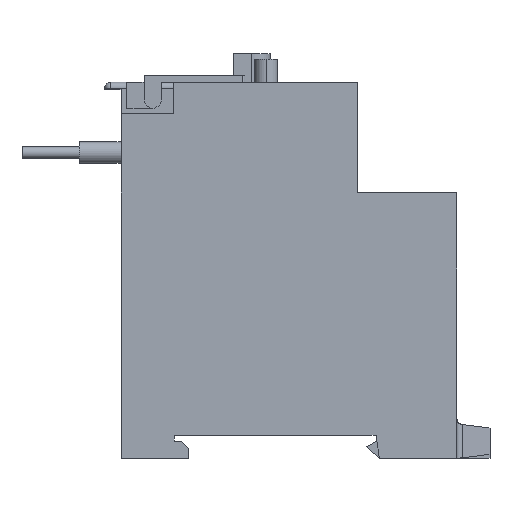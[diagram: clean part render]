
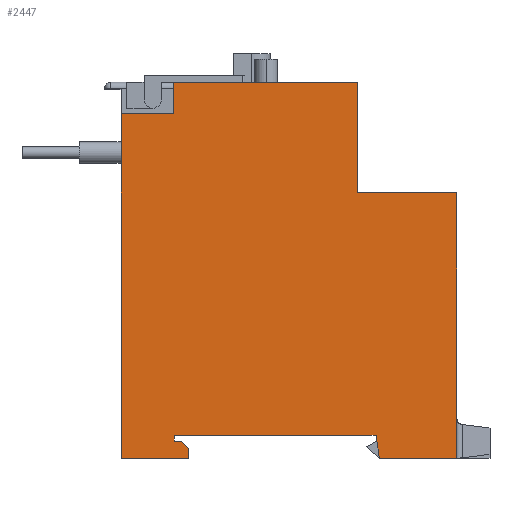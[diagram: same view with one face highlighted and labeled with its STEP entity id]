
A CAD part, left-side view. The second image highlights one B-rep face of the part: STEP entity #2447.
In plain terms, the highlighted planar face has unit normal (-1, 0, 0).
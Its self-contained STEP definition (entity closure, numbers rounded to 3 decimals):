
#17 = VERTEX_POINT ( 'NONE', #3608 ) ;
#2042 = EDGE_CURVE ( 'NONE', #2066, #2077, #6985, .T. ) ;
#2066 = VERTEX_POINT ( 'NONE', #7006 ) ;
#2077 = VERTEX_POINT ( 'NONE', #6990 ) ;
#2081 = VERTEX_POINT ( 'NONE', #7047 ) ;
#2101 = VERTEX_POINT ( 'NONE', #7082 ) ;
#2103 = EDGE_CURVE ( 'NONE', #2101, #17, #7081, .T. ) ;
#2143 = EDGE_CURVE ( 'NONE', #2081, #2101, #7133, .T. ) ;
#2185 = VERTEX_POINT ( 'NONE', #7184 ) ;
#2187 = EDGE_CURVE ( 'NONE', #2185, #2081, #7183, .T. ) ;
#2214 = EDGE_CURVE ( 'NONE', #2215, #2221, #7264, .T. ) ;
#2215 = VERTEX_POINT ( 'NONE', #7260 ) ;
#2218 = VERTEX_POINT ( 'NONE', #7255 ) ;
#2220 = EDGE_CURVE ( 'NONE', #2221, #2218, #7254, .T. ) ;
#2221 = VERTEX_POINT ( 'NONE', #7250 ) ;
#2305 = EDGE_CURVE ( 'NONE', #17, #2218, #7381, .T. ) ;
#2344 = EDGE_CURVE ( 'NONE', #2215, #2345, #7475, .T. ) ;
#2345 = VERTEX_POINT ( 'NONE', #7471 ) ;
#2435 = ORIENTED_EDGE ( 'NONE', *, *, #2436, .T. ) ;
#2436 = EDGE_CURVE ( 'NONE', #2461, #2437, #7631, .T. ) ;
#2437 = VERTEX_POINT ( 'NONE', #7627 ) ;
#2438 = ORIENTED_EDGE ( 'NONE', *, *, #2439, .T. ) ;
#2439 = EDGE_CURVE ( 'NONE', #2437, #2440, #7626, .T. ) ;
#2440 = VERTEX_POINT ( 'NONE', #7622 ) ;
#2441 = ORIENTED_EDGE ( 'NONE', *, *, #2442, .T. ) ;
#2442 = EDGE_CURVE ( 'NONE', #2440, #2345, #7621, .T. ) ;
#2443 = ORIENTED_EDGE ( 'NONE', *, *, #2344, .F. ) ;
#2444 = ORIENTED_EDGE ( 'NONE', *, *, #2214, .T. ) ;
#2445 = ORIENTED_EDGE ( 'NONE', *, *, #2220, .T. ) ;
#2446 = ORIENTED_EDGE ( 'NONE', *, *, #2305, .F. ) ;
#2447 = ADVANCED_FACE ( 'NONE', ( #7617 ), #7614, .F. ) ;
#2448 = EDGE_LOOP ( 'NONE', ( #2449, #2450, #2453, #2455, #2456, #2459, #2435, #2438, #2441, #2443, #2444, #2445, #2446, #2509, #2510 ) ) ;
#2449 = ORIENTED_EDGE ( 'NONE', *, *, #2187, .F. ) ;
#2450 = ORIENTED_EDGE ( 'NONE', *, *, #2451, .F. ) ;
#2451 = EDGE_CURVE ( 'NONE', #2452, #2185, #7674, .T. ) ;
#2452 = VERTEX_POINT ( 'NONE', #7670 ) ;
#2453 = ORIENTED_EDGE ( 'NONE', *, *, #2454, .F. ) ;
#2454 = EDGE_CURVE ( 'NONE', #2077, #2452, #7669, .T. ) ;
#2455 = ORIENTED_EDGE ( 'NONE', *, *, #2042, .F. ) ;
#2456 = ORIENTED_EDGE ( 'NONE', *, *, #2457, .T. ) ;
#2457 = EDGE_CURVE ( 'NONE', #2066, #2458, #7665, .T. ) ;
#2458 = VERTEX_POINT ( 'NONE', #7661 ) ;
#2459 = ORIENTED_EDGE ( 'NONE', *, *, #2460, .T. ) ;
#2460 = EDGE_CURVE ( 'NONE', #2458, #2461, #7660, .T. ) ;
#2461 = VERTEX_POINT ( 'NONE', #7656 ) ;
#2509 = ORIENTED_EDGE ( 'NONE', *, *, #2103, .F. ) ;
#2510 = ORIENTED_EDGE ( 'NONE', *, *, #2143, .F. ) ;
#3608 = CARTESIAN_POINT ( 'NONE',  ( 0., 0., -19.25 ) ) ;
#6982 = DIRECTION ( 'NONE',  ( 0., 0., 1. ) ) ;
#6983 = VECTOR ( 'NONE', #6982, 1000. ) ;
#6984 = CARTESIAN_POINT ( 'NONE',  ( 0., 58.5, -61.5 ) ) ;
#6985 = LINE ( 'NONE', #6984, #6983 ) ;
#6990 = CARTESIAN_POINT ( 'NONE',  ( 0., 58.5, -5.5 ) ) ;
#7006 = CARTESIAN_POINT ( 'NONE',  ( 0., 58.5, -65.5 ) ) ;
#7047 = CARTESIAN_POINT ( 'NONE',  ( 0., 17.25, 0. ) ) ;
#7078 = DIRECTION ( 'NONE',  ( 0., -1., 0. ) ) ;
#7079 = VECTOR ( 'NONE', #7078, 1000. ) ;
#7080 = CARTESIAN_POINT ( 'NONE',  ( 0., 17.25, -19.25 ) ) ;
#7081 = LINE ( 'NONE', #7080, #7079 ) ;
#7082 = CARTESIAN_POINT ( 'NONE',  ( 0., 17.25, -19.25 ) ) ;
#7130 = DIRECTION ( 'NONE',  ( 0., 0., -1. ) ) ;
#7131 = VECTOR ( 'NONE', #7130, 1000. ) ;
#7132 = CARTESIAN_POINT ( 'NONE',  ( 0., 17.25, 0. ) ) ;
#7133 = LINE ( 'NONE', #7132, #7131 ) ;
#7180 = DIRECTION ( 'NONE',  ( 0., -1., 0. ) ) ;
#7181 = VECTOR ( 'NONE', #7180, 1000. ) ;
#7182 = CARTESIAN_POINT ( 'NONE',  ( 0., 58.5, 0. ) ) ;
#7183 = LINE ( 'NONE', #7182, #7181 ) ;
#7184 = CARTESIAN_POINT ( 'NONE',  ( 0., 49.35, 0. ) ) ;
#7250 = CARTESIAN_POINT ( 'NONE',  ( 0., 13.5, -65.5 ) ) ;
#7251 = DIRECTION ( 'NONE',  ( 0., -1., 0. ) ) ;
#7252 = VECTOR ( 'NONE', #7251, 1000. ) ;
#7253 = CARTESIAN_POINT ( 'NONE',  ( 0., 0., -65.5 ) ) ;
#7254 = LINE ( 'NONE', #7253, #7252 ) ;
#7255 = CARTESIAN_POINT ( 'NONE',  ( 0., 0., -65.5 ) ) ;
#7260 = CARTESIAN_POINT ( 'NONE',  ( 0., 14.1, -61.5 ) ) ;
#7261 = DIRECTION ( 'NONE',  ( 0., -0.148, -0.989 ) ) ;
#7262 = VECTOR ( 'NONE', #7261, 1000. ) ;
#7263 = CARTESIAN_POINT ( 'NONE',  ( 0., 13.5, -65.5 ) ) ;
#7264 = LINE ( 'NONE', #7263, #7262 ) ;
#7378 = DIRECTION ( 'NONE',  ( 0., 0., -1. ) ) ;
#7379 = VECTOR ( 'NONE', #7378, 1000. ) ;
#7380 = CARTESIAN_POINT ( 'NONE',  ( 0., 0., -19.25 ) ) ;
#7381 = LINE ( 'NONE', #7380, #7379 ) ;
#7471 = CARTESIAN_POINT ( 'NONE',  ( 0., 49.25, -61.5 ) ) ;
#7472 = DIRECTION ( 'NONE',  ( 0., 1., 0. ) ) ;
#7473 = VECTOR ( 'NONE', #7472, 1000. ) ;
#7474 = CARTESIAN_POINT ( 'NONE',  ( 0., 0., -61.5 ) ) ;
#7475 = LINE ( 'NONE', #7474, #7473 ) ;
#7614 = PLANE ( 'NONE',  #7616 ) ;
#7615 = CARTESIAN_POINT ( 'NONE',  ( 0., 58.5, 0. ) ) ;
#7616 = AXIS2_PLACEMENT_3D ( 'NONE', #7615, #7676, #7675 ) ;
#7617 = FACE_OUTER_BOUND ( 'NONE', #2448, .T. ) ;
#7618 = DIRECTION ( 'NONE',  ( 0., 0., 1. ) ) ;
#7619 = VECTOR ( 'NONE', #7618, 1000. ) ;
#7620 = CARTESIAN_POINT ( 'NONE',  ( 0., 49.25, -62.5 ) ) ;
#7621 = LINE ( 'NONE', #7620, #7619 ) ;
#7622 = CARTESIAN_POINT ( 'NONE',  ( 0., 49.25, -62.5 ) ) ;
#7623 = DIRECTION ( 'NONE',  ( 0., 1., 0. ) ) ;
#7624 = VECTOR ( 'NONE', #7623, 1000. ) ;
#7625 = CARTESIAN_POINT ( 'NONE',  ( 0., 48., -62.5 ) ) ;
#7626 = LINE ( 'NONE', #7625, #7624 ) ;
#7627 = CARTESIAN_POINT ( 'NONE',  ( 0., 48., -62.5 ) ) ;
#7628 = DIRECTION ( 'NONE',  ( 0., 0.707, 0.707 ) ) ;
#7629 = VECTOR ( 'NONE', #7628, 1000. ) ;
#7630 = CARTESIAN_POINT ( 'NONE',  ( 0., 46.75, -63.75 ) ) ;
#7631 = LINE ( 'NONE', #7630, #7629 ) ;
#7656 = CARTESIAN_POINT ( 'NONE',  ( 0., 46.75, -63.75 ) ) ;
#7657 = DIRECTION ( 'NONE',  ( 0., 0., 1. ) ) ;
#7658 = VECTOR ( 'NONE', #7657, 1000. ) ;
#7659 = CARTESIAN_POINT ( 'NONE',  ( 0., 46.75, -65.5 ) ) ;
#7660 = LINE ( 'NONE', #7659, #7658 ) ;
#7661 = CARTESIAN_POINT ( 'NONE',  ( 0., 46.75, -65.5 ) ) ;
#7662 = DIRECTION ( 'NONE',  ( 0., -1., 0. ) ) ;
#7663 = VECTOR ( 'NONE', #7662, 1000. ) ;
#7664 = CARTESIAN_POINT ( 'NONE',  ( 0., 58.5, -65.5 ) ) ;
#7665 = LINE ( 'NONE', #7664, #7663 ) ;
#7666 = DIRECTION ( 'NONE',  ( 0., -1., 0. ) ) ;
#7667 = VECTOR ( 'NONE', #7666, 1000. ) ;
#7668 = CARTESIAN_POINT ( 'NONE',  ( 0., 58.5, -5.5 ) ) ;
#7669 = LINE ( 'NONE', #7668, #7667 ) ;
#7670 = CARTESIAN_POINT ( 'NONE',  ( 0., 49.35, -5.5 ) ) ;
#7671 = DIRECTION ( 'NONE',  ( 0., 0., 1. ) ) ;
#7672 = VECTOR ( 'NONE', #7671, 1000. ) ;
#7673 = CARTESIAN_POINT ( 'NONE',  ( 0., 49.35, -5.5 ) ) ;
#7674 = LINE ( 'NONE', #7673, #7672 ) ;
#7675 = DIRECTION ( 'NONE',  ( 0., 0., -1. ) ) ;
#7676 = DIRECTION ( 'NONE',  ( 1., 0., 0. ) ) ;
